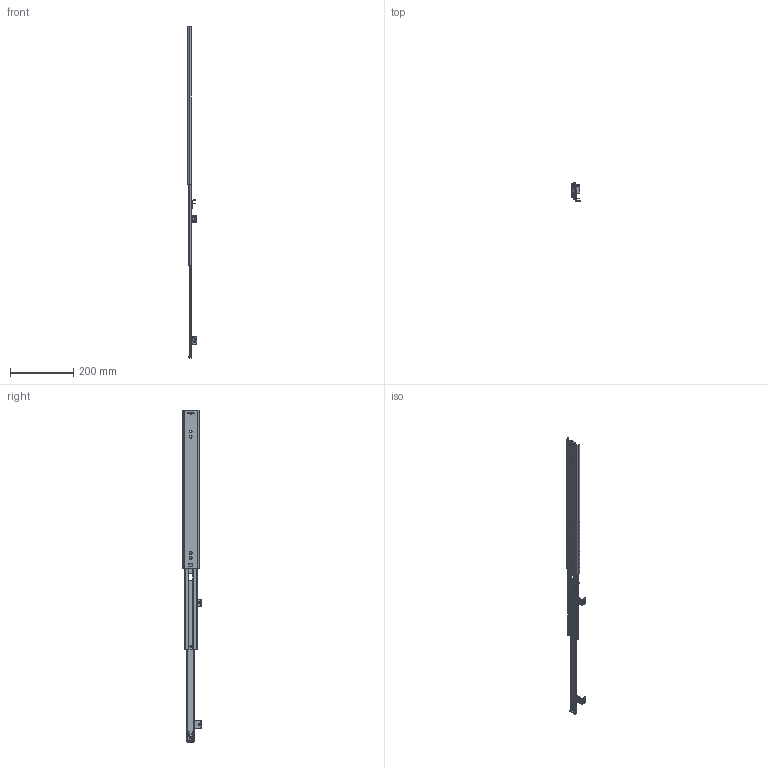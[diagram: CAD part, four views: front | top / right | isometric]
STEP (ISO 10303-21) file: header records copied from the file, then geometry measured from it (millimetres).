
FILE_DESCRIPTION(/* description */ ('Überauszug Serie 036 500x550 rechts'),/* implementation_level */ '2;1');
FILE_NAME(/* name */ '07000060010.stp',/* time_stamp */ '2020-07-02T09:45:12+02:00',/* author */ ('Dennis Bruder'),/* organization */ (''),/* preprocessor_version */ 'ST-DEVELOPER v18',/* originating_system */ 'Autodesk Inventor 2020',/* authorisation */ '');
FILE_SCHEMA (('AUTOMOTIVE_DESIGN { 1 0 10303 214 3 1 1 }'));
Products named in the file (1): 07000060010
Bounding box: 29.5 x 60.25 x 1050 mm (x, y, z)
Volume: 153579.9 mm3; surface area: 229503 mm2
Topology: 72 solids, 72 shells, 3349 faces, 9932 edges, 6539 vertices
Faces by surface type: plane 1496, cylinder 814, cone 460, bspline 275, torus 238, sphere 66
Full cylindrical faces by diameter (mm): 1 x8, 1.5 x2, 2.3 x2, 3.5 x2, 4 x2, 4.1 x9, 4.5 x6, 4.6 x7, 5 x6, 5.5 x1, 5.9 x3, 6 x6, 8 x3, 8.2 x1
Entity records: 133588 total; most frequent: CARTESIAN_POINT 45087, ORIENTED_EDGE 19616, DIRECTION 15895, EDGE_CURVE 9808, VERTEX_POINT 6539, AXIS2_PLACEMENT_3D 5626, LINE 4643, VECTOR 4643
